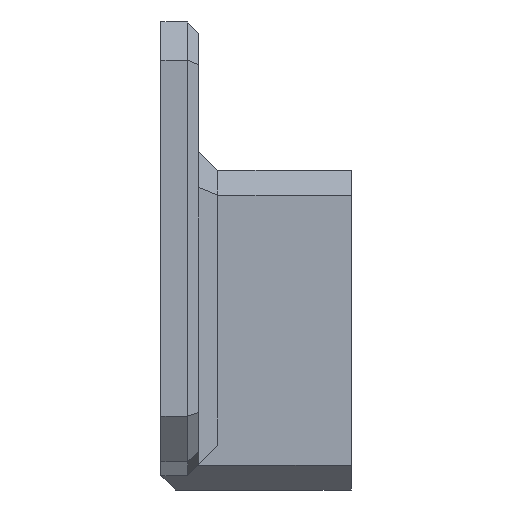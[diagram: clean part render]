
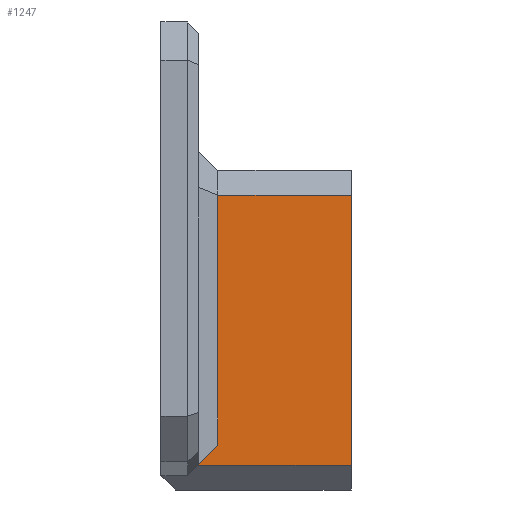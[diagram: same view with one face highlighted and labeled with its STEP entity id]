
A CAD part, front view. The second image highlights one B-rep face of the part: STEP entity #1247.
In plain terms, the highlighted planar face has unit normal (0, -1, 0).
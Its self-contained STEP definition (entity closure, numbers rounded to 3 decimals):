
#47=PLANE('',#1347);
#125=FACE_OUTER_BOUND('',#195,.T.);
#195=EDGE_LOOP('',(#951,#952,#953,#954,#955));
#290=LINE('',#1861,#432);
#299=LINE('',#1880,#441);
#301=LINE('',#1884,#443);
#302=LINE('',#1886,#444);
#303=LINE('',#1887,#445);
#432=VECTOR('',#1511,10.);
#441=VECTOR('',#1528,10.);
#443=VECTOR('',#1532,10.);
#444=VECTOR('',#1533,10.);
#445=VECTOR('',#1534,10.);
#603=VERTEX_POINT('',#1851);
#606=VERTEX_POINT('',#1859);
#612=VERTEX_POINT('',#1879);
#613=VERTEX_POINT('',#1883);
#614=VERTEX_POINT('',#1885);
#731=EDGE_CURVE('',#606,#603,#290,.T.);
#740=EDGE_CURVE('',#612,#603,#299,.T.);
#742=EDGE_CURVE('',#606,#613,#301,.T.);
#743=EDGE_CURVE('',#614,#613,#302,.T.);
#744=EDGE_CURVE('',#614,#612,#303,.T.);
#951=ORIENTED_EDGE('',*,*,#731,.F.);
#952=ORIENTED_EDGE('',*,*,#742,.T.);
#953=ORIENTED_EDGE('',*,*,#743,.F.);
#954=ORIENTED_EDGE('',*,*,#744,.T.);
#955=ORIENTED_EDGE('',*,*,#740,.T.);
#1247=ADVANCED_FACE('',(#125),#47,.T.);
#1347=AXIS2_PLACEMENT_3D('',#1882,#1530,#1531);
#1511=DIRECTION('',(0.,0.,1.));
#1528=DIRECTION('',(-1.,0.,0.));
#1530=DIRECTION('center_axis',(0.,-1.,0.));
#1531=DIRECTION('ref_axis',(0.,0.,
1.));
#1532=DIRECTION('',(-0.707,0.,-0.707));
#1533=DIRECTION('',(-1.,0.,0.));
#1534=DIRECTION('',(0.,0.,1.));
#1851=CARTESIAN_POINT('',(718.5,120.896,-245.801));
#1859=CARTESIAN_POINT('',(718.5,120.896,-278.651));
#1861=CARTESIAN_POINT('',(718.5,120.896,-267.076));
#1879=CARTESIAN_POINT('',(736.,120.896,-245.801));
#1880=CARTESIAN_POINT('',(736.,120.896,-245.801));
#1882=CARTESIAN_POINT('Origin',(736.,120.896,-281.301));
#1883=CARTESIAN_POINT('',(715.85,120.896,-281.301));
#1884=CARTESIAN_POINT('',(720.587,120.896,-276.563));
#1885=CARTESIAN_POINT('',(736.,120.896,-281.301));
#1886=CARTESIAN_POINT('',(736.,120.896,-281.301));
#1887=CARTESIAN_POINT('',(736.,120.896,-281.301));
